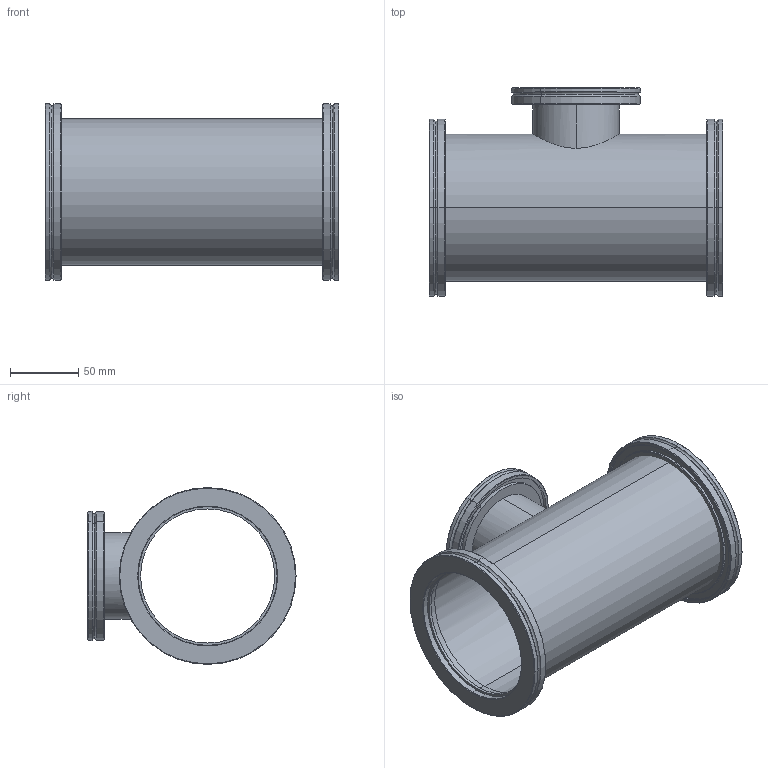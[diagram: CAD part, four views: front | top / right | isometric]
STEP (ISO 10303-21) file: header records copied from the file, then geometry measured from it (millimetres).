
FILE_DESCRIPTION (( 'STEP AP214' ), '1' );
FILE_NAME ('Hositrad_ISO100-63TR.STEP', '2011-10-28T10:10:59', ( '' ), ( '' ), 'SwSTEP 2.0', 'SolidWorks 2011', '' );
FILE_SCHEMA (( 'AUTOMOTIVE_DESIGN' ));
Length unit declared in the file: millimetre
Products named in the file (4): ReducerTee-108-63.5; ISO63.5; ISO-K-Weld-All_ISO100-102; Hositrad_ISO100-63TR
Assembly tree (4 placements, depth 2):
  Hositrad_ISO100-63TR
    ReducerTee-108-63.5
    ISO-K-Weld-All_ISO100-102  x2
    ISO63.5
Bounding box: 216 x 153 x 130 mm (x, y, z)
Volume: 295158.7 mm3; surface area: 203086.1 mm2
Topology: 4 solids, 4 shells, 111 faces, 226 edges, 136 vertices
Faces by surface type: cylinder 50, cone 26, plane 21, torus 12, bspline 2
Entity records: 2966 total; most frequent: CARTESIAN_POINT 1104, DIRECTION 412, ORIENTED_EDGE 316, AXIS2_PLACEMENT_3D 180, EDGE_CURVE 158, CIRCLE 98, VERTEX_POINT 96, EDGE_LOOP 94
